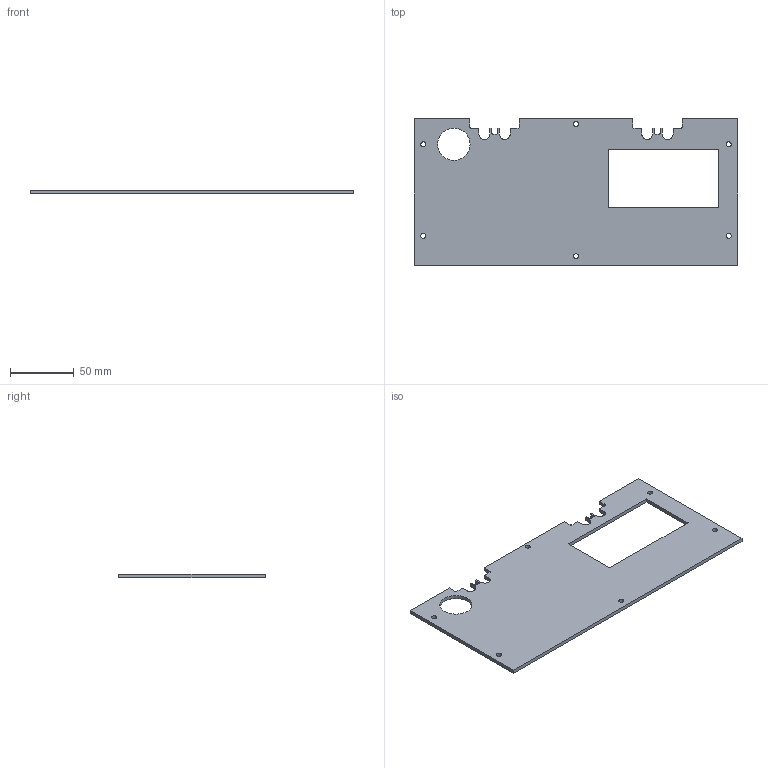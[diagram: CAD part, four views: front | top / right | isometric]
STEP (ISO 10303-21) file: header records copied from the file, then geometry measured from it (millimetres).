
FILE_DESCRIPTION(('FreeCAD Model'),'2;1');
FILE_NAME('Open CASCADE Shape Model','2023-06-15T19:59:04',(''),(''), 'Open CASCADE STEP processor 7.6','FreeCAD','Unknown');
FILE_SCHEMA(('AUTOMOTIVE_DESIGN { 1 0 10303 214 1 1 1 1 }'));
Length unit declared in the file: millimetre
Products named in the file (1): Rear_Standoff_3mm
Bounding box: 254 x 115 x 3 mm (x, y, z)
Volume: 71227.9 mm3; surface area: 51261.2 mm2
Topology: 1 solids, 1 shells, 57 faces, 165 edges, 110 vertices
Faces by surface type: plane 38, cylinder 19
Full cylindrical faces by diameter (mm): 4 x6, 25.4 x1
Entity records: 4076 total; most frequent: CARTESIAN_POINT 663, DIRECTION 649, LINE 419, VECTOR 419, ORIENTED_EDGE 330, PCURVE 330, DEFINITIONAL_REPRESENTATION 330, EDGE_CURVE 165
